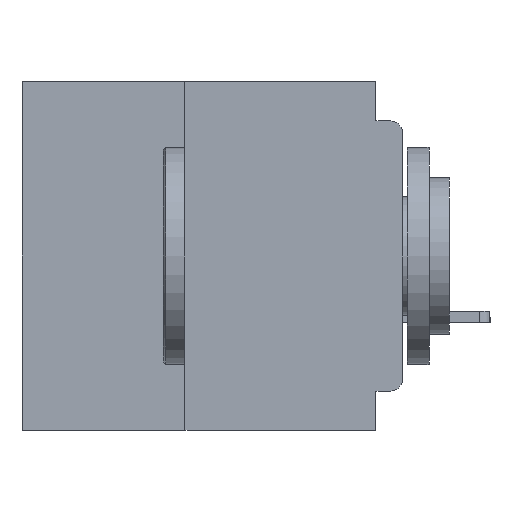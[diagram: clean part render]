
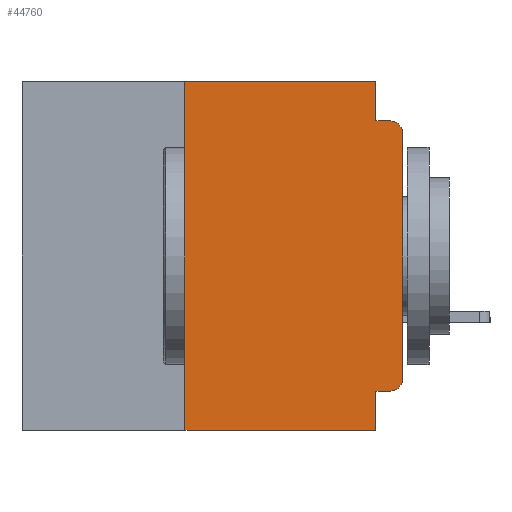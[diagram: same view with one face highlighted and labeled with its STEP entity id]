
A CAD part, left-side view. The second image highlights one B-rep face of the part: STEP entity #44760.
In plain terms, the highlighted planar face has unit normal (-1, 0, 0).
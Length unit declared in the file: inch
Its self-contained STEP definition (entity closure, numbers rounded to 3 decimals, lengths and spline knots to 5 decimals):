
#1400 = VERTEX_POINT ( 'NONE', #8092 ) ;
#1500 = DIRECTION ( 'NONE',  ( 0., 0., -1. ) ) ;
#2256 = LINE ( 'NONE', #30437, #30421 ) ;
#4715 = VERTEX_POINT ( 'NONE', #27126 ) ;
#5397 = PLANE ( 'NONE',  #56545 ) ;
#5594 = ORIENTED_EDGE ( 'NONE', *, *, #40434, .T. ) ;
#8092 = CARTESIAN_POINT ( 'NONE',  ( 0., 0.031, 0. ) ) ;
#8631 = VECTOR ( 'NONE', #8938, 39.37008 ) ;
#8846 = LINE ( 'NONE', #37923, #49250 ) ;
#8938 = DIRECTION ( 'NONE',  ( 0., 0., 1. ) ) ;
#9940 = FACE_OUTER_BOUND ( 'NONE', #24219, .T. ) ;
#12237 = VERTEX_POINT ( 'NONE', #20763 ) ;
#14598 = VERTEX_POINT ( 'NONE', #65295 ) ;
#15914 = VERTEX_POINT ( 'NONE', #52212 ) ;
#16082 = DIRECTION ( 'NONE',  ( 1., 0., 0. ) ) ;
#16637 = ORIENTED_EDGE ( 'NONE', *, *, #60596, .F. ) ;
#17220 = VECTOR ( 'NONE', #62821, 39.37008 ) ;
#17265 = ORIENTED_EDGE ( 'NONE', *, *, #24814, .F. ) ;
#17355 = VERTEX_POINT ( 'NONE', #54314 ) ;
#17777 = ORIENTED_EDGE ( 'NONE', *, *, #67102, .F. ) ;
#19803 = EDGE_CURVE ( 'NONE', #1400, #17355, #8846, .T. ) ;
#20221 = VERTEX_POINT ( 'NONE', #62669 ) ;
#20763 = CARTESIAN_POINT ( 'NONE',  ( 0., 0., -0.06 ) ) ;
#21261 = CARTESIAN_POINT ( 'NONE',  ( 0., 0.015, -0.34 ) ) ;
#22707 = LINE ( 'NONE', #24646, #8631 ) ;
#23827 = VECTOR ( 'NONE', #62708, 39.37008 ) ;
#23909 = ORIENTED_EDGE ( 'NONE', *, *, #45865, .T. ) ;
#24219 = EDGE_LOOP ( 'NONE', ( #24951, #60675, #17777, #41778, #49039, #17265, #5594, #16637, #31367, #23909 ) ) ;
#24646 = CARTESIAN_POINT ( 'NONE',  ( 0., 0., 0. ) ) ;
#24814 = EDGE_CURVE ( 'NONE', #4715, #55934, #38788, .T. ) ;
#24951 = ORIENTED_EDGE ( 'NONE', *, *, #32997, .T. ) ;
#26202 = EDGE_CURVE ( 'NONE', #20221, #64747, #59963, .T. ) ;
#26382 = CARTESIAN_POINT ( 'NONE',  ( 0., 0.25, -0.4 ) ) ;
#26557 = DIRECTION ( 'NONE',  ( 0., 0., -1. ) ) ;
#26715 = CARTESIAN_POINT ( 'NONE',  ( 0., 0.031, -0.355 ) ) ;
#27113 = VERTEX_POINT ( 'NONE', #62396 ) ;
#27126 = CARTESIAN_POINT ( 'NONE',  ( 0., 0.25, -0.4 ) ) ;
#30157 = VECTOR ( 'NONE', #57563, 39.37008 ) ;
#30368 = VECTOR ( 'NONE', #33597, 39.37008 ) ;
#30421 = VECTOR ( 'NONE', #61911, 39.37008 ) ;
#30437 = CARTESIAN_POINT ( 'NONE',  ( 0., 0.437, 0. ) ) ;
#31360 = CARTESIAN_POINT ( 'NONE',  ( 0., 0.437, -0.4 ) ) ;
#31367 = ORIENTED_EDGE ( 'NONE', *, *, #26202, .F. ) ;
#32997 = EDGE_CURVE ( 'NONE', #27113, #12237, #22707, .T. ) ;
#33217 = DIRECTION ( 'NONE',  ( -1., 0., 0. ) ) ;
#33597 = DIRECTION ( 'NONE',  ( 0., 1., 0. ) ) ;
#35495 = VECTOR ( 'NONE', #62907, 39.37008 ) ;
#35858 = CIRCLE ( 'NONE', #47556, 0.015 ) ;
#37923 = CARTESIAN_POINT ( 'NONE',  ( 0., 0.031, 0. ) ) ;
#38550 = EDGE_CURVE ( 'NONE', #55934, #1400, #2256, .T. ) ;
#38637 = CARTESIAN_POINT ( 'NONE',  ( 0., 0., -0.355 ) ) ;
#38788 = LINE ( 'NONE', #26382, #35495 ) ;
#40434 = EDGE_CURVE ( 'NONE', #4715, #15914, #57558, .T. ) ;
#41778 = ORIENTED_EDGE ( 'NONE', *, *, #19803, .F. ) ;
#44760 = ADVANCED_FACE ( 'NONE', ( #9940 ), #5397, .F. ) ;
#45865 = EDGE_CURVE ( 'NONE', #20221, #27113, #50270, .T. ) ;
#47371 = CARTESIAN_POINT ( 'NONE',  ( 0., 0.437, 0. ) ) ;
#47556 = AXIS2_PLACEMENT_3D ( 'NONE', #64621, #33217, #1500 ) ;
#49039 = ORIENTED_EDGE ( 'NONE', *, *, #38550, .F. ) ;
#49250 = VECTOR ( 'NONE', #59058, 39.37008 ) ;
#50270 = CIRCLE ( 'NONE', #61856, 0.015 ) ;
#51275 = EDGE_CURVE ( 'NONE', #12237, #14598, #35858, .T. ) ;
#52151 = CARTESIAN_POINT ( 'NONE',  ( 0., 0.031, -0.4 ) ) ;
#52212 = CARTESIAN_POINT ( 'NONE',  ( 0., 0.031, -0.4 ) ) ;
#52909 = DIRECTION ( 'NONE',  ( 0., 0., -1. ) ) ;
#53451 = LINE ( 'NONE', #52151, #23827 ) ;
#54048 = CARTESIAN_POINT ( 'NONE',  ( 0., 0.25, 0. ) ) ;
#54314 = CARTESIAN_POINT ( 'NONE',  ( 0., 0.031, -0.045 ) ) ;
#55934 = VERTEX_POINT ( 'NONE', #54048 ) ;
#56545 = AXIS2_PLACEMENT_3D ( 'NONE', #47371, #16082, #52909 ) ;
#57558 = LINE ( 'NONE', #31360, #17220 ) ;
#57563 = DIRECTION ( 'NONE',  ( 0., -1., 0. ) ) ;
#58038 = DIRECTION ( 'NONE',  ( -1., 0., 0. ) ) ;
#58089 = LINE ( 'NONE', #67830, #30157 ) ;
#59058 = DIRECTION ( 'NONE',  ( 0., 0., -1. ) ) ;
#59963 = LINE ( 'NONE', #38637, #30368 ) ;
#60596 = EDGE_CURVE ( 'NONE', #64747, #15914, #53451, .T. ) ;
#60675 = ORIENTED_EDGE ( 'NONE', *, *, #51275, .T. ) ;
#61856 = AXIS2_PLACEMENT_3D ( 'NONE', #21261, #58038, #26557 ) ;
#61911 = DIRECTION ( 'NONE',  ( 0., -1., 0. ) ) ;
#62396 = CARTESIAN_POINT ( 'NONE',  ( 0., 0., -0.34 ) ) ;
#62669 = CARTESIAN_POINT ( 'NONE',  ( 0., 0.015, -0.355 ) ) ;
#62708 = DIRECTION ( 'NONE',  ( 0., 0., -1. ) ) ;
#62821 = DIRECTION ( 'NONE',  ( 0., -1., 0. ) ) ;
#62907 = DIRECTION ( 'NONE',  ( 0., 0., 1. ) ) ;
#64621 = CARTESIAN_POINT ( 'NONE',  ( 0., 0.015, -0.06 ) ) ;
#64747 = VERTEX_POINT ( 'NONE', #26715 ) ;
#65295 = CARTESIAN_POINT ( 'NONE',  ( 0., 0.015, -0.045 ) ) ;
#67102 = EDGE_CURVE ( 'NONE', #17355, #14598, #58089, .T. ) ;
#67830 = CARTESIAN_POINT ( 'NONE',  ( 0., 0., -0.045 ) ) ;
